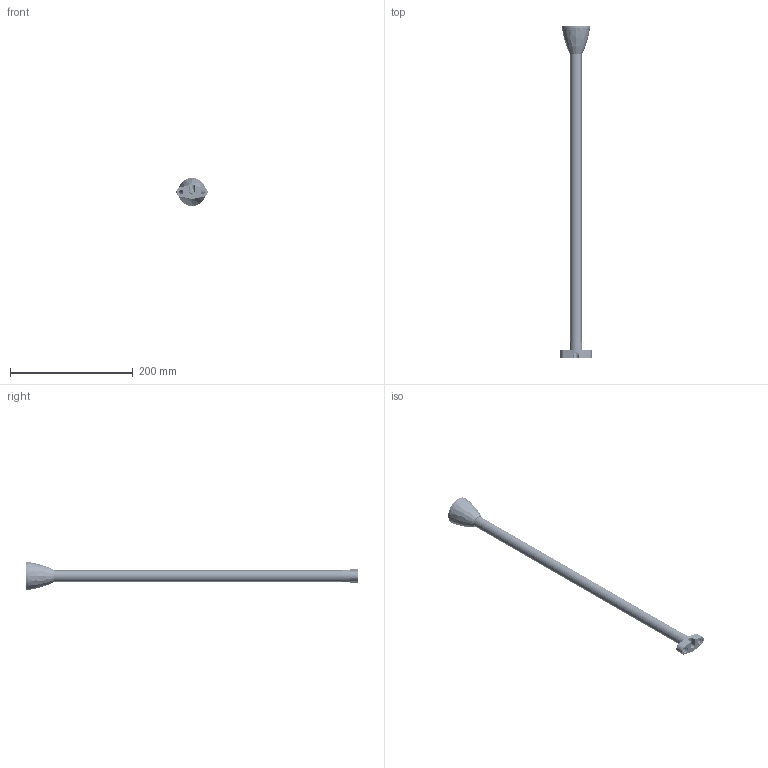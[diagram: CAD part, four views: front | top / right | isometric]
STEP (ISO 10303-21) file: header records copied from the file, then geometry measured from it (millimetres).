
FILE_DESCRIPTION((''),'2;1');
FILE_NAME('171466_ASM','2013-04-04T',('pdmadmin'),(''),'PRO/ENGINEER BY PARAMETRIC TECHNOLOGY CORPORATION, 2012300','PRO/ENGINEER BY PARAMETRIC TECHNOLOGY CORPORATION, 2012300','');
FILE_SCHEMA(('CONFIG_CONTROL_DESIGN'));
Length unit declared in the file: inch
Products named in the file (6): 85775_BASE; 85775_FLEXARM_WEBMODEL; 85775_5_8_27; 85775_VINYL_CLAD_WEBMODEL; 165545; 171466_ASM
Assembly tree (5 placements, depth 2):
  171466_ASM
    85775_BASE
    85775_FLEXARM_WEBMODEL
    85775_5_8_27
    85775_VINYL_CLAD_WEBMODEL
    165545
Bounding box: 50.83 x 541.74 x 46 mm (x, y, z)
Volume: 125239.5 mm3; surface area: 118106.2 mm2
Topology: 5 solids, 5 shells, 488 faces, 1200 edges, 731 vertices
Faces by surface type: bspline 323, cylinder 110, plane 29, torus 14, cone 10, sphere 2
Entity records: 78764 total; most frequent: CARTESIAN_POINT 70020, ORIENTED_EDGE 2156, EDGE_CURVE 1078, DIRECTION 1072, VERTEX_POINT 649, B_SPLINE_CURVE_WITH_KNOTS 507, EDGE_LOOP 469, FACE_OUTER_BOUND 447
